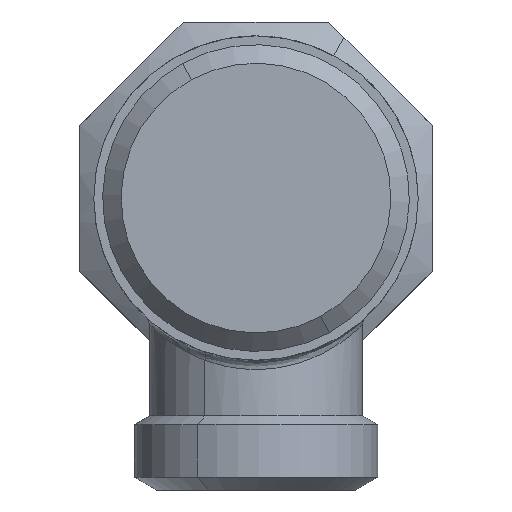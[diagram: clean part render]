
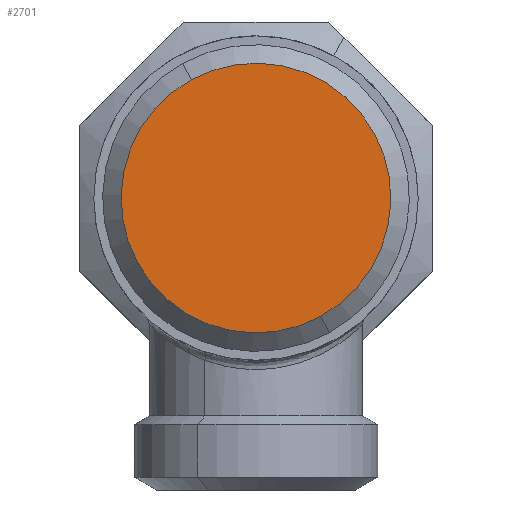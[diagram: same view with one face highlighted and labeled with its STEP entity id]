
A CAD part, left-side view. The second image highlights one B-rep face of the part: STEP entity #2701.
In plain terms, the highlighted planar face has unit normal (-1, 0, 0).
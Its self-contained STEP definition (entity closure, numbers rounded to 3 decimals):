
#2653=CARTESIAN_POINT('Vertex',(40.053,6.976,12.769)) ;
#2660=CARTESIAN_POINT('Vertex',(40.053,-6.976,-12.769)) ;
#2663=CARTESIAN_POINT('Axis2P3D Location',(40.053,0.,0.)) ;
#2680=CARTESIAN_POINT('Axis2P3D Location',(40.053,0.,0.)) ;
#2692=CARTESIAN_POINT('Axis2P3D Location',(40.053,0.,0.)) ;
#2664=DIRECTION('Axis2P3D Direction',(-1.,0.,0.)) ;
#2681=DIRECTION('Axis2P3D Direction',(-1.,0.,0.)) ;
#2693=DIRECTION('Axis2P3D Direction',(-1.,0.,0.)) ;
#2694=DIRECTION('Axis2P3D XDirection',(0.,1.,0.)) ;
#2665=AXIS2_PLACEMENT_3D('Circle Axis2P3D',#2663,#2664,$) ;
#2682=AXIS2_PLACEMENT_3D('Circle Axis2P3D',#2680,#2681,$) ;
#2695=AXIS2_PLACEMENT_3D('Plane Axis2P3D',#2692,#2693,#2694) ;
#2698=ORIENTED_EDGE('',*,*,#2667,.T.) ;
#2699=ORIENTED_EDGE('',*,*,#2684,.T.) ;
#2701=ADVANCED_FACE('51851 - TST.1\\PartBody',(#2700),#2696,.T.) ;
#2666=CIRCLE('generated circle',#2665,14.55) ;
#2683=CIRCLE('generated circle',#2682,14.55) ;
#2667=EDGE_CURVE('',#2654,#2661,#2666,.T.) ;
#2684=EDGE_CURVE('',#2661,#2654,#2683,.T.) ;
#2697=EDGE_LOOP('',(#2698,#2699)) ;
#2700=FACE_OUTER_BOUND('',#2697,.T.) ;
#2696=PLANE('',#2695) ;
#2654=VERTEX_POINT('',#2653) ;
#2661=VERTEX_POINT('',#2660) ;
